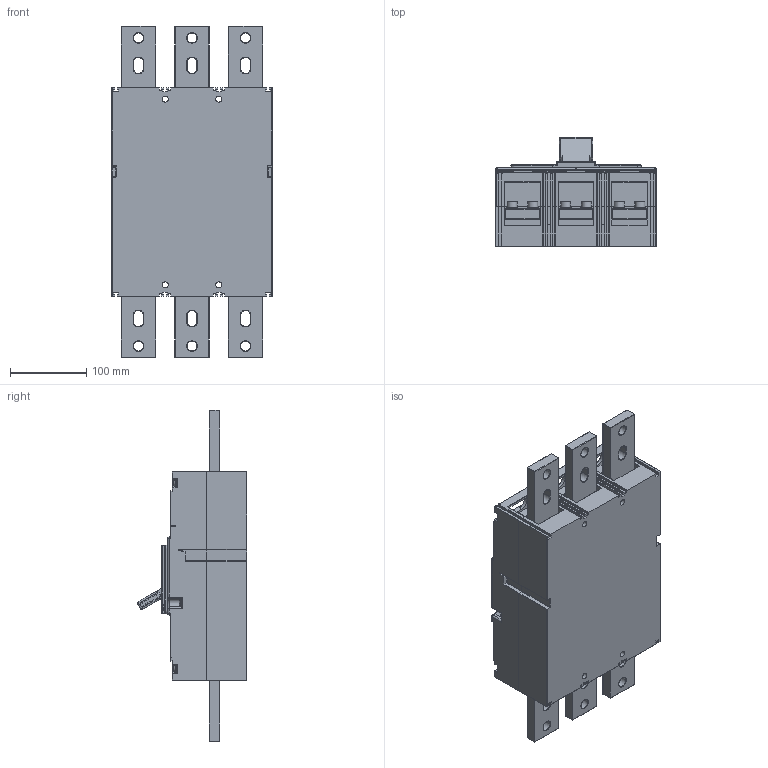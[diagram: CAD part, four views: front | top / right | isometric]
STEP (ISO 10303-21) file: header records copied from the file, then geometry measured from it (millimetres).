
FILE_DESCRIPTION(/* description */ ('Unknown'),/* implementation_level */ '2;1');
FILE_NAME(/* name */ 'EB2 1000_3LE 1000A 3P',/* time_stamp */ '2016-01-29T08:45:48+01:00',/* author */ ('Unknown'),/* organization */ ('Unknown'),/* preprocessor_version */ 'ST-DEVELOPER v16',/* originating_system */ 'DEX',/* authorisation */ $);
FILE_SCHEMA (('AUTOMOTIVE_DESIGN {1 0 10303 214 3 1 1}'));
Products named in the file (1): EB2 1000_3LE 1000A 3P
Bounding box: 210 x 142.64 x 433 mm (x, y, z)
Volume: 5565161.5 mm3; surface area: 516196 mm2
Topology: 1 solids, 6 shells, 3944 faces, 9929 edges, 6193 vertices
Faces by surface type: plane 2434, cylinder 822, bspline 337, torus 186, sphere 153, cone 12
Full cylindrical faces by diameter (mm): 1 x2, 2.25 x1, 3.8 x1, 4 x1, 4.355 x1, 6 x1, 7 x1, 8 x6, 8.3 x4, 8.8 x2, 9 x4, 9.5 x6, 11 x2, 13 x18, 14 x12, 16 x12, 16.5 x8
Entity records: 164170 total; most frequent: CARTESIAN_POINT 45613, ORIENTED_EDGE 18894, DIRECTION 17637, EDGE_CURVE 9447, LINE 6887, VECTOR 6887, VERTEX_POINT 6107, AXIS2_PLACEMENT_3D 5375
